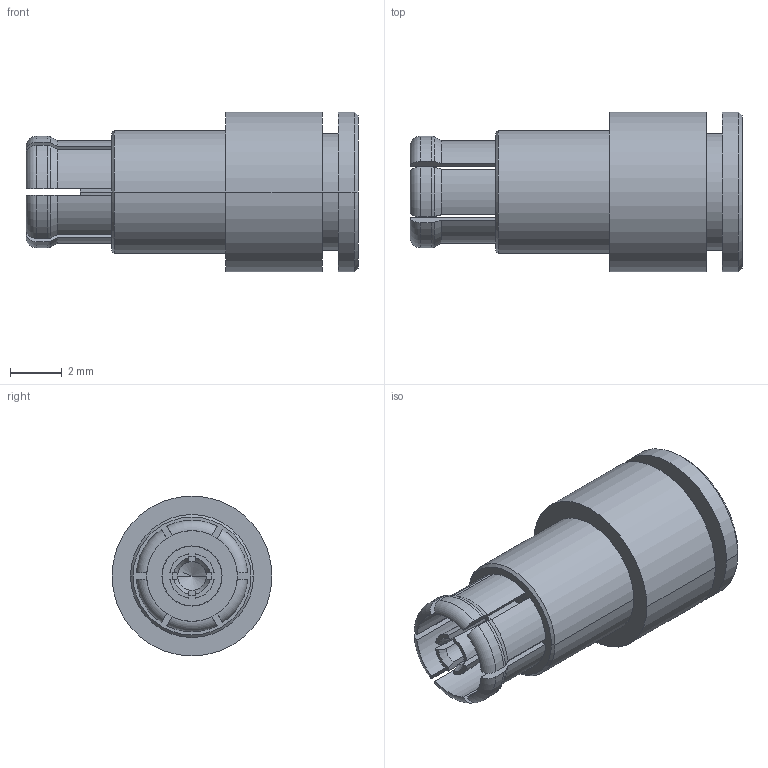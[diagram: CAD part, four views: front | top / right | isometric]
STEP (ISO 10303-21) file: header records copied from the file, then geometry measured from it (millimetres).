
FILE_DESCRIPTION((''),'2;1');
FILE_NAME('915-1007_SW0001','2018-07-19T',('Vijayaragavan'),(''),'CREO PARAMETRIC BY PTC INC, 2017020','CREO PARAMETRIC BY PTC INC, 2017020','');
FILE_SCHEMA(('CONFIG_CONTROL_DESIGN'));
Length unit declared in the file: inch
Products named in the file (1): 915-1007_SW0001
Bounding box: 12.81 x 6.17 x 6.17 mm (x, y, z)
Volume: 230.7 mm3; surface area: 363.9 mm2
Topology: 1 solids, 1 shells, 107 faces, 274 edges, 175 vertices
Faces by surface type: plane 37, cone 30, cylinder 28, torus 12
Entity records: 3542 total; most frequent: CARTESIAN_POINT 910, DIRECTION 550, ORIENTED_EDGE 544, EDGE_CURVE 272, AXIS2_PLACEMENT_3D 223, VERTEX_POINT 175, CIRCLE 116, EDGE_LOOP 115
